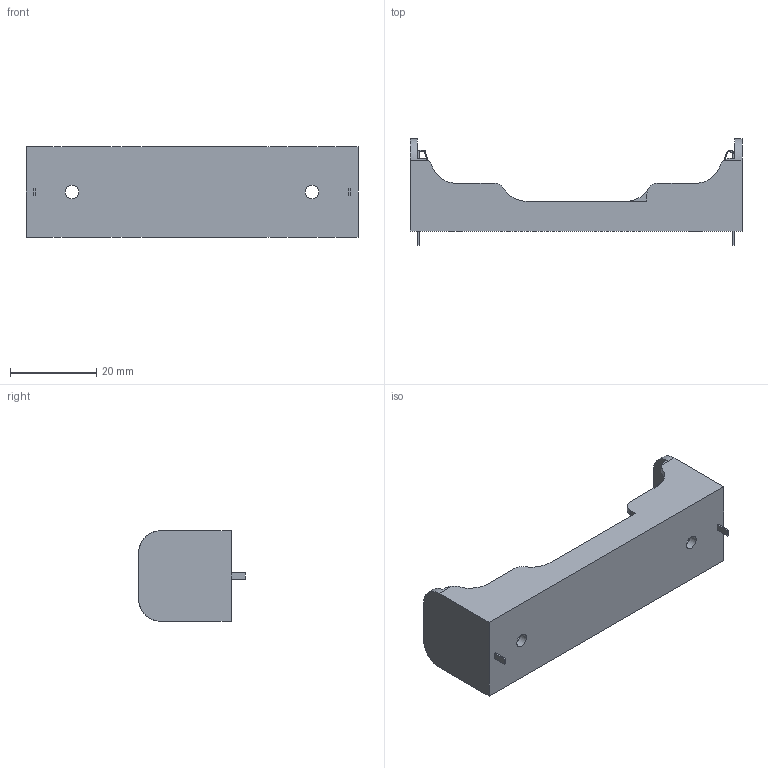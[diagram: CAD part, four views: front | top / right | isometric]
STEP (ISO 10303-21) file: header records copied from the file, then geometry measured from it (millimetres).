
FILE_DESCRIPTION(/* description */ ('Unknown'),/* implementation_level */ '2;1');
FILE_NAME(/* name */ 'BK-18650-PC2',/* time_stamp */ '2018-10-29T19:32:06-04:00',/* author */ ('Unknown'),/* organization */ ('Unknown'),/* preprocessor_version */ 'ST-DEVELOPER v16.7',/* originating_system */ 'DEX',/* authorisation */ $);
FILE_SCHEMA (('AUTOMOTIVE_DESIGN {1 0 10303 214 3 1 1}'));
Length unit declared in the file: millimetre
Products named in the file (1): BK-18650-PC2
Bounding box: 76.96 x 24.71 x 20.98 mm (x, y, z)
Volume: 6395.9 mm3; surface area: 8162.7 mm2
Topology: 1 solids, 21 shells, 267 faces, 657 edges, 438 vertices
Faces by surface type: plane 201, bspline 39, cylinder 27
Full cylindrical faces by diameter (mm): 3.2 x2
Entity records: 11290 total; most frequent: CARTESIAN_POINT 3678, ORIENTED_EDGE 1302, DIRECTION 895, EDGE_CURVE 651, VERTEX_POINT 438, LINE 329, VECTOR 329, EDGE_LOOP 295
